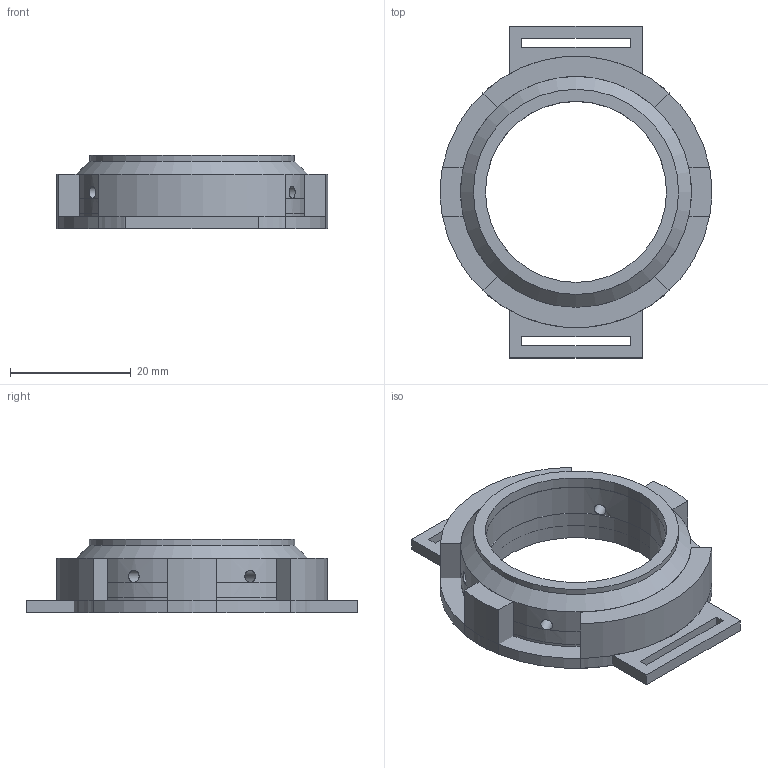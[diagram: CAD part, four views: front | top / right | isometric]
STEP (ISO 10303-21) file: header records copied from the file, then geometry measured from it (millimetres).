
FILE_DESCRIPTION(('FreeCAD Model'),'2;1');
FILE_NAME('Open CASCADE Shape Model','2025-06-29T12:30:17',(''),(''), 'Open CASCADE STEP processor 7.8','FreeCAD','Unknown');
FILE_SCHEMA(('AUTOMOTIVE_DESIGN { 1 0 10303 214 1 1 1 1 }'));
Length unit declared in the file: millimetre
Products named in the file (10): SportWatch_case; outer_ring; lower_strap_holder; upper_strap_holder; left_outershellforButton; right_outershellforButton; top_outershellforButton; bottom_outershellforButton; Button_lowerborder; bottom_screws
Assembly tree (9 placements, depth 2):
  SportWatch_case
    outer_ring
    lower_strap_holder
    upper_strap_holder
    left_outershellforButton
    right_outershellforButton
    top_outershellforButton
    bottom_outershellforButton
    Button_lowerborder
    bottom_screws
Bounding box: 45 x 55 x 12.12 mm (x, y, z)
Volume: 9525.2 mm3; surface area: 9309.4 mm2
Topology: 9 solids, 9 shells, 68 faces, 146 edges, 96 vertices
Faces by surface type: plane 40, cylinder 26, cone 2
Full cylindrical faces by diameter (mm): 1.2 x4, 2 x4, 30 x2, 30.236 x1, 34 x1, 38.236 x1, 38.24 x1, 38.25 x1, 45 x1
Entity records: 2526 total; most frequent: CARTESIAN_POINT 720, DIRECTION 338, ORIENTED_EDGE 292, EDGE_CURVE 146, AXIS2_PLACEMENT_3D 122, VERTEX_POINT 96, FACE_BOUND 94, EDGE_LOOP 94
